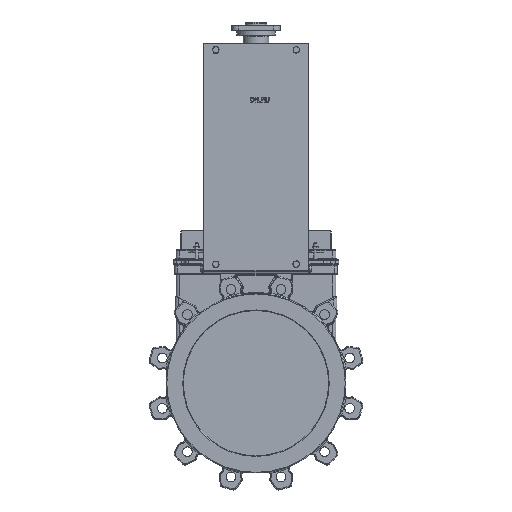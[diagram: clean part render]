
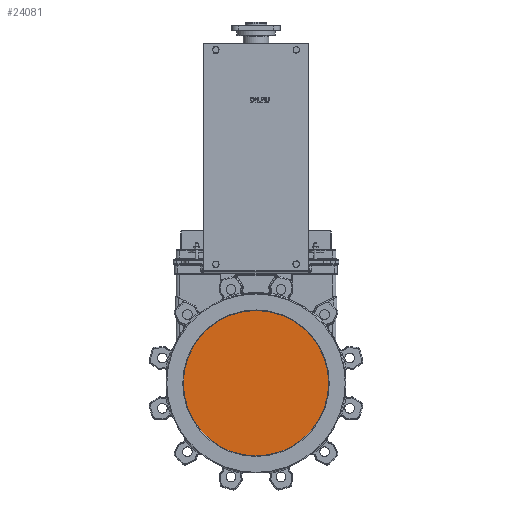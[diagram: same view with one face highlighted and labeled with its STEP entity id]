
A CAD part, top view. The second image highlights one B-rep face of the part: STEP entity #24081.
In plain terms, the highlighted planar face has unit normal (0, 0, 1).
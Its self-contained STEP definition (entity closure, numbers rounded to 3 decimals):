
#526=PLANE('',#27266);
#2659=FACE_OUTER_BOUND('',#4143,.T.);
#4143=EDGE_LOOP('',(#20258));
#5269=CIRCLE('',#25900,150.);
#9831=VERTEX_POINT('',#40928);
#12466=EDGE_CURVE('',#9831,#9831,#5269,.T.);
#20258=ORIENTED_EDGE('',*,*,#12466,.F.);
#24081=ADVANCED_FACE('',(#2659),#526,.T.);
#25900=AXIS2_PLACEMENT_3D('',#40930,#31303,#31304);
#27266=AXIS2_PLACEMENT_3D('',#47086,#34468,#34469);
#31303=DIRECTION('center_axis',(0.,0.,-1.));
#31304=DIRECTION('ref_axis',(-1.,0.,0.));
#34468=DIRECTION('center_axis',(0.,0.,1.));
#34469=DIRECTION('ref_axis',(1.,0.,0.));
#40928=CARTESIAN_POINT('',(150.,0.,3.5));
#40930=CARTESIAN_POINT('Origin',(0.,0.,3.5));
#47086=CARTESIAN_POINT('Origin',(0.,0.,3.5));
